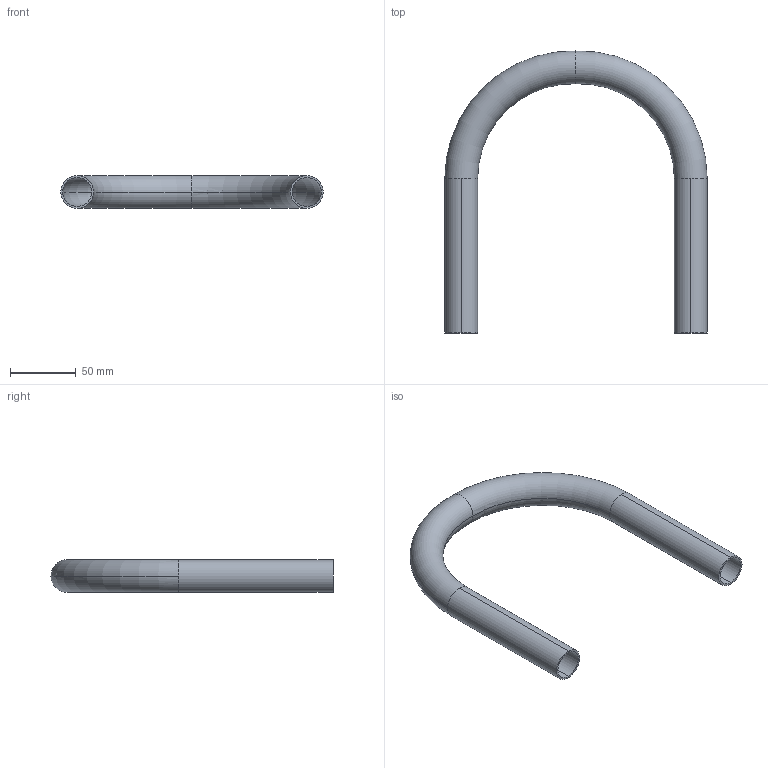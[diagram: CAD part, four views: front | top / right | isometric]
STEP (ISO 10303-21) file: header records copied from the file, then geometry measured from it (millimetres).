
FILE_DESCRIPTION (( 'STEP AP203' ), '1' );
FILE_NAME ('059.025.102.STEP', '2015-06-04T13:02:19', ( '' ), ( '' ), 'SwSTEP 2.0', 'SolidWorks 2012', '' );
FILE_SCHEMA (( 'CONFIG_CONTROL_DESIGN' ));
Length unit declared in the file: millimetre
Products named in the file (1): 059.025.102
Bounding box: 200 x 214.97 x 25 mm (x, y, z)
Volume: 56142.2 mm3; surface area: 75087.6 mm2
Topology: 1 solids, 1 shells, 18 faces, 44 edges, 28 vertices
Faces by surface type: torus 8, cylinder 8, plane 2
Entity records: 808 total; most frequent: CARTESIAN_POINT 278, DIRECTION 110, ORIENTED_EDGE 88, AXIS2_PLACEMENT_3D 51, EDGE_CURVE 44, CIRCLE 32, VERTEX_POINT 28, EDGE_LOOP 20
